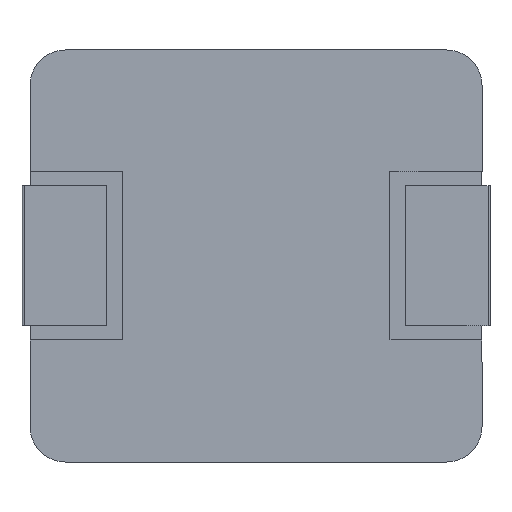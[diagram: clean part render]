
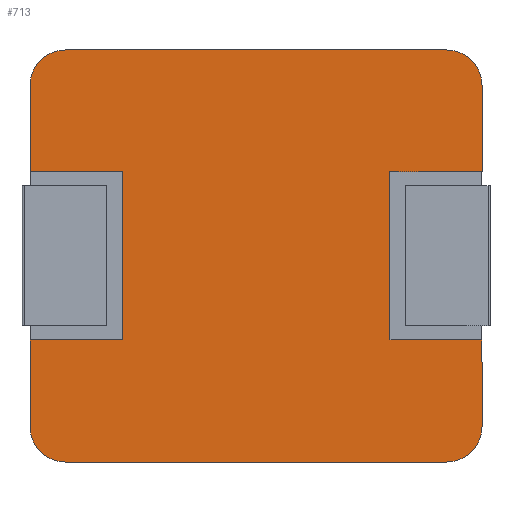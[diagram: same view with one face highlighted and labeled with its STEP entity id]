
A CAD part, front view. The second image highlights one B-rep face of the part: STEP entity #713.
In plain terms, the highlighted planar face has unit normal (0, -1, 0).
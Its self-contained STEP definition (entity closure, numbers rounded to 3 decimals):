
#10 = AXIS2_PLACEMENT_3D ( 'NONE', #2884, #3224, #1243 ) ;
#11 = LINE ( 'NONE', #3027, #1593 ) ;
#21 = VERTEX_POINT ( 'NONE', #608 ) ;
#64 = ORIENTED_EDGE ( 'NONE', *, *, #3601, .T. ) ;
#66 = CARTESIAN_POINT ( 'NONE',  ( 11.3, 0., -3.05 ) ) ;
#95 = VERTEX_POINT ( 'NONE', #1579 ) ;
#139 = CARTESIAN_POINT ( 'NONE',  ( 9., 0., -7.25 ) ) ;
#147 = ORIENTED_EDGE ( 'NONE', *, *, #2816, .F. ) ;
#154 = EDGE_CURVE ( 'NONE', #849, #1876, #1133, .T. ) ;
#193 = DIRECTION ( 'NONE',  ( 0., 0., -1. ) ) ;
#204 = AXIS2_PLACEMENT_3D ( 'NONE', #2784, #2442, #837 ) ;
#205 = LINE ( 'NONE', #1298, #2671 ) ;
#221 = VERTEX_POINT ( 'NONE', #824 ) ;
#258 = EDGE_CURVE ( 'NONE', #21, #1876, #687, .T. ) ;
#287 = DIRECTION ( 'NONE',  ( 0., -1., 0. ) ) ;
#392 = EDGE_LOOP ( 'NONE', ( #147, #635, #896, #3392, #3731, #1110, #3946, #3039, #528, #1670, #3964, #2556, #2812, #2260, #1352, #64 ) ) ;
#514 = VECTOR ( 'NONE', #1338, 1000. ) ;
#528 = ORIENTED_EDGE ( 'NONE', *, *, #2094, .T. ) ;
#608 = CARTESIAN_POINT ( 'NONE',  ( 11.3, 0., -0.883 ) ) ;
#626 = DIRECTION ( 'NONE',  ( 0., 0., -1. ) ) ;
#635 = ORIENTED_EDGE ( 'NONE', *, *, #2138, .T. ) ;
#666 = CARTESIAN_POINT ( 'NONE',  ( 0., 0., 0. ) ) ;
#667 = DIRECTION ( 'NONE',  ( 0., 0., -1. ) ) ;
#683 = CARTESIAN_POINT ( 'NONE',  ( 11.3, 0., 0. ) ) ;
#687 = CIRCLE ( 'NONE', #204, 0.883 ) ;
#712 = DIRECTION ( 'NONE',  ( 1., 0., 0. ) ) ;
#713 = ADVANCED_FACE ( 'NONE', ( #2378 ), #3666, .T. ) ;
#729 = CARTESIAN_POINT ( 'NONE',  ( 0., 0., -7.25 ) ) ;
#750 = LINE ( 'NONE', #1713, #3866 ) ;
#752 = VERTEX_POINT ( 'NONE', #3070 ) ;
#793 = CARTESIAN_POINT ( 'NONE',  ( 11.3, 0., 0. ) ) ;
#808 = CARTESIAN_POINT ( 'NONE',  ( 0.883, 0., -10.3 ) ) ;
#824 = CARTESIAN_POINT ( 'NONE',  ( 10.417, 0., -10.3 ) ) ;
#837 = DIRECTION ( 'NONE',  ( 0., 0., -1. ) ) ;
#849 = VERTEX_POINT ( 'NONE', #3139 ) ;
#896 = ORIENTED_EDGE ( 'NONE', *, *, #964, .T. ) ;
#917 = CARTESIAN_POINT ( 'NONE',  ( 11.3, 0., -7.25 ) ) ;
#964 = EDGE_CURVE ( 'NONE', #2896, #3522, #3250, .T. ) ;
#1003 = DIRECTION ( 'NONE',  ( 0., 0., 1. ) ) ;
#1013 = VECTOR ( 'NONE', #4035, 1000. ) ;
#1092 = DIRECTION ( 'NONE',  ( 0., 0., -1. ) ) ;
#1098 = EDGE_CURVE ( 'NONE', #3778, #1935, #1159, .T. ) ;
#1110 = ORIENTED_EDGE ( 'NONE', *, *, #258, .T. ) ;
#1124 = DIRECTION ( 'NONE',  ( 0., -1., 0. ) ) ;
#1133 = LINE ( 'NONE', #666, #3116 ) ;
#1145 = LINE ( 'NONE', #1422, #3976 ) ;
#1158 = EDGE_CURVE ( 'NONE', #1935, #752, #2629, .T. ) ;
#1159 = LINE ( 'NONE', #1673, #1770 ) ;
#1186 = CARTESIAN_POINT ( 'NONE',  ( 0.883, 0., -0.883 ) ) ;
#1221 = EDGE_CURVE ( 'NONE', #849, #1565, #3887, .T. ) ;
#1243 = DIRECTION ( 'NONE',  ( 0., 0., -1. ) ) ;
#1260 = CARTESIAN_POINT ( 'NONE',  ( 0., 0., -7.25 ) ) ;
#1280 = CARTESIAN_POINT ( 'NONE',  ( 0., 0., -0.883 ) ) ;
#1298 = CARTESIAN_POINT ( 'NONE',  ( 0., 0., -10.3 ) ) ;
#1338 = DIRECTION ( 'NONE',  ( 1., 0., 0. ) ) ;
#1352 = ORIENTED_EDGE ( 'NONE', *, *, #1933, .T. ) ;
#1393 = LINE ( 'NONE', #683, #2592 ) ;
#1408 = DIRECTION ( 'NONE',  ( 0., 0., -1. ) ) ;
#1422 = CARTESIAN_POINT ( 'NONE',  ( 0., 0., 0. ) ) ;
#1461 = LINE ( 'NONE', #3294, #514 ) ;
#1514 = LINE ( 'NONE', #1260, #2064 ) ;
#1532 = EDGE_CURVE ( 'NONE', #3522, #2691, #1461, .T. ) ;
#1565 = VERTEX_POINT ( 'NONE', #1280 ) ;
#1579 = CARTESIAN_POINT ( 'NONE',  ( 11.3, 0., -9.417 ) ) ;
#1593 = VECTOR ( 'NONE', #2731, 1000. ) ;
#1611 = CARTESIAN_POINT ( 'NONE',  ( 9., 0., -3.05 ) ) ;
#1618 = CIRCLE ( 'NONE', #10, 0.883 ) ;
#1651 = CARTESIAN_POINT ( 'NONE',  ( 2.3, 0., -3.05 ) ) ;
#1667 = CIRCLE ( 'NONE', #2856, 0.883 ) ;
#1670 = ORIENTED_EDGE ( 'NONE', *, *, #1158, .F. ) ;
#1673 = CARTESIAN_POINT ( 'NONE',  ( 2.3, 0., -3.05 ) ) ;
#1700 = VERTEX_POINT ( 'NONE', #729 ) ;
#1713 = CARTESIAN_POINT ( 'NONE',  ( 11.3, 0., -7.25 ) ) ;
#1740 = CARTESIAN_POINT ( 'NONE',  ( 0., 0., -3.05 ) ) ;
#1770 = VECTOR ( 'NONE', #1003, 1000. ) ;
#1804 = AXIS2_PLACEMENT_3D ( 'NONE', #1186, #3110, #193 ) ;
#1831 = VECTOR ( 'NONE', #1092, 1000. ) ;
#1876 = VERTEX_POINT ( 'NONE', #2524 ) ;
#1909 = DIRECTION ( 'NONE',  ( 0., 0., 1. ) ) ;
#1923 = CARTESIAN_POINT ( 'NONE',  ( 0., 0., -9.417 ) ) ;
#1933 = EDGE_CURVE ( 'NONE', #2982, #221, #205, .T. ) ;
#1935 = VERTEX_POINT ( 'NONE', #1651 ) ;
#1939 = DIRECTION ( 'NONE',  ( 1., 0., 0. ) ) ;
#2064 = VECTOR ( 'NONE', #2516, 1000. ) ;
#2094 = EDGE_CURVE ( 'NONE', #1565, #752, #1145, .T. ) ;
#2131 = EDGE_CURVE ( 'NONE', #1700, #3290, #11, .T. ) ;
#2138 = EDGE_CURVE ( 'NONE', #3183, #2896, #750, .T. ) ;
#2154 = CARTESIAN_POINT ( 'NONE',  ( 9., 0., -3.05 ) ) ;
#2260 = ORIENTED_EDGE ( 'NONE', *, *, #4024, .T. ) ;
#2378 = FACE_OUTER_BOUND ( 'NONE', #392, .T. ) ;
#2442 = DIRECTION ( 'NONE',  ( 0., -1., 0. ) ) ;
#2516 = DIRECTION ( 'NONE',  ( 1., 0., 0. ) ) ;
#2524 = CARTESIAN_POINT ( 'NONE',  ( 10.417, 0., 0. ) ) ;
#2556 = ORIENTED_EDGE ( 'NONE', *, *, #3639, .F. ) ;
#2592 = VECTOR ( 'NONE', #667, 1000. ) ;
#2629 = LINE ( 'NONE', #1740, #1013 ) ;
#2671 = VECTOR ( 'NONE', #712, 1000. ) ;
#2680 = EDGE_CURVE ( 'NONE', #21, #2691, #1393, .T. ) ;
#2691 = VERTEX_POINT ( 'NONE', #66 ) ;
#2710 = LINE ( 'NONE', #793, #1831 ) ;
#2731 = DIRECTION ( 'NONE',  ( 0., 0., -1. ) ) ;
#2743 = CARTESIAN_POINT ( 'NONE',  ( 0., 0., 0. ) ) ;
#2784 = CARTESIAN_POINT ( 'NONE',  ( 10.417, 0., -0.883 ) ) ;
#2812 = ORIENTED_EDGE ( 'NONE', *, *, #2131, .T. ) ;
#2816 = EDGE_CURVE ( 'NONE', #3183, #95, #2710, .T. ) ;
#2856 = AXIS2_PLACEMENT_3D ( 'NONE', #4115, #287, #626 ) ;
#2884 = CARTESIAN_POINT ( 'NONE',  ( 10.417, 0., -9.417 ) ) ;
#2896 = VERTEX_POINT ( 'NONE', #139 ) ;
#2982 = VERTEX_POINT ( 'NONE', #808 ) ;
#3025 = DIRECTION ( 'NONE',  ( -1., 0., 0. ) ) ;
#3027 = CARTESIAN_POINT ( 'NONE',  ( 0., 0., 0. ) ) ;
#3039 = ORIENTED_EDGE ( 'NONE', *, *, #1221, .T. ) ;
#3048 = VECTOR ( 'NONE', #1909, 1000. ) ;
#3070 = CARTESIAN_POINT ( 'NONE',  ( 0., 0., -3.05 ) ) ;
#3110 = DIRECTION ( 'NONE',  ( 0., -1., 0. ) ) ;
#3116 = VECTOR ( 'NONE', #1939, 1000. ) ;
#3139 = CARTESIAN_POINT ( 'NONE',  ( 0.883, 0., 0. ) ) ;
#3183 = VERTEX_POINT ( 'NONE', #917 ) ;
#3224 = DIRECTION ( 'NONE',  ( 0., -1., 0. ) ) ;
#3250 = LINE ( 'NONE', #1611, #3048 ) ;
#3263 = CARTESIAN_POINT ( 'NONE',  ( 2.3, 0., -7.25 ) ) ;
#3290 = VERTEX_POINT ( 'NONE', #1923 ) ;
#3294 = CARTESIAN_POINT ( 'NONE',  ( 11.3, 0., -3.05 ) ) ;
#3392 = ORIENTED_EDGE ( 'NONE', *, *, #1532, .T. ) ;
#3422 = AXIS2_PLACEMENT_3D ( 'NONE', #2743, #1124, #3692 ) ;
#3522 = VERTEX_POINT ( 'NONE', #2154 ) ;
#3601 = EDGE_CURVE ( 'NONE', #221, #95, #1618, .T. ) ;
#3639 = EDGE_CURVE ( 'NONE', #1700, #3778, #1514, .T. ) ;
#3666 = PLANE ( 'NONE',  #3422 ) ;
#3692 = DIRECTION ( 'NONE',  ( 0., 0., -1. ) ) ;
#3731 = ORIENTED_EDGE ( 'NONE', *, *, #2680, .F. ) ;
#3778 = VERTEX_POINT ( 'NONE', #3263 ) ;
#3866 = VECTOR ( 'NONE', #3025, 1000. ) ;
#3887 = CIRCLE ( 'NONE', #1804, 0.883 ) ;
#3946 = ORIENTED_EDGE ( 'NONE', *, *, #154, .F. ) ;
#3964 = ORIENTED_EDGE ( 'NONE', *, *, #1098, .F. ) ;
#3976 = VECTOR ( 'NONE', #1408, 1000. ) ;
#4024 = EDGE_CURVE ( 'NONE', #3290, #2982, #1667, .T. ) ;
#4035 = DIRECTION ( 'NONE',  ( -1., 0., 0. ) ) ;
#4115 = CARTESIAN_POINT ( 'NONE',  ( 0.883, 0., -9.417 ) ) ;
